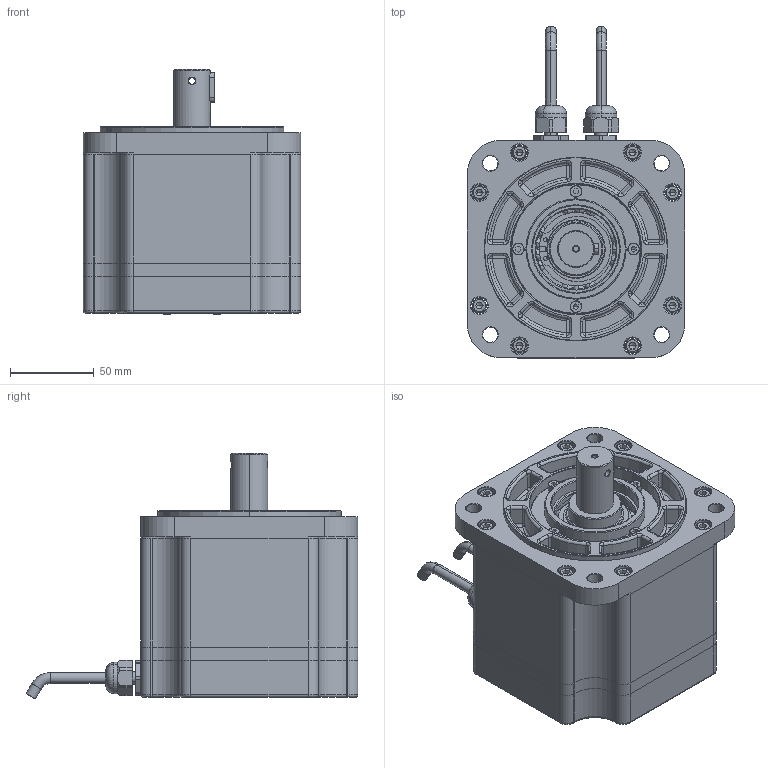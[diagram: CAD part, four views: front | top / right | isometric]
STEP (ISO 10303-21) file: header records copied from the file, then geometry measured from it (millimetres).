
FILE_DESCRIPTION (( 'STEP AP214' ), '1' );
FILE_NAME ('萇儂軞蚾.STEP', '2019-10-15T09:44:55', ( 'wjs' ), ( 'Microsoft' ), 'SwSTEP 2.0', 'SolidWorks 2017', '' );
FILE_SCHEMA (( 'AUTOMOTIVE_DESIGN' ));
Length unit declared in the file: millimetre
Products named in the file (1): 萇儂軞蚾
Bounding box: 130 x 198.64 x 146.99 mm (x, y, z)
Surface area: 116266.1 mm2 (no closed solid volume)
Topology: 0 solids, 35 shells, 756 faces, 2281 edges, 1459 vertices
Faces by surface type: cylinder 262, plane 229, torus 131, cone 80, sphere 50, bspline 4
Entity records: 36691 total; most frequent: CARTESIAN_POINT 8561, DIRECTION 4508, ORIENTED_EDGE 3632, EDGE_CURVE 2163, AXIS2_PLACEMENT_3D 1786, VERTEX_POINT 1399, CIRCLE 1033, VECTOR 936
